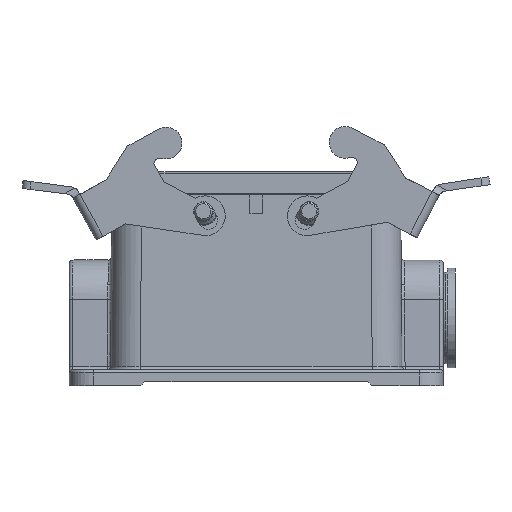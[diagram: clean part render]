
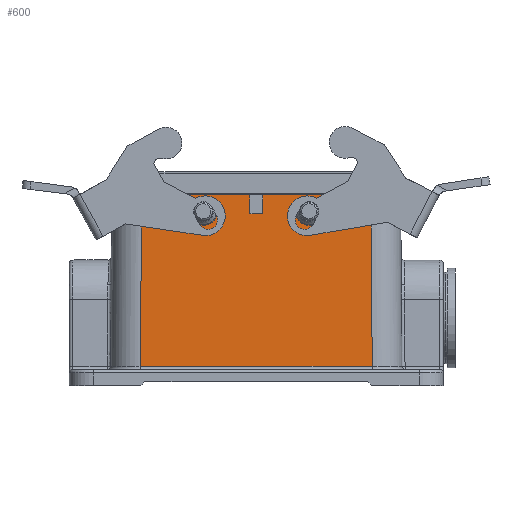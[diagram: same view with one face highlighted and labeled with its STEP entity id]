
A CAD part, front view. The second image highlights one B-rep face of the part: STEP entity #600.
In plain terms, the highlighted planar face has unit normal (0, -1, 0.007).
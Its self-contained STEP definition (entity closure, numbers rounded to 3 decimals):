
#439=CARTESIAN_POINT('',(57.0,-21.825,-38.25));
#440=DIRECTION('',(0.0,-1.,0.007));
#441=DIRECTION('',(0.0,-0.007,-1.));
#442=AXIS2_PLACEMENT_3D('',#439,#440,#441);
#443=PLANE('',#442);
#444=CARTESIAN_POINT('',(-28.8,-21.5,5.7));
#445=VERTEX_POINT('',#444);
#446=CARTESIAN_POINT('',(-29.168,-21.819,-37.456));
#447=VERTEX_POINT('',#446);
#448=CARTESIAN_POINT('',(-28.8,-21.5,5.7));
#449=DIRECTION('',(-0.009,-0.007,-1.));
#450=VECTOR('',#449,43.159);
#451=LINE('',#448,#450);
#452=EDGE_CURVE('',#445,#447,#451,.T.);
#453=ORIENTED_EDGE('',*,*,#452,.T.);
#454=CARTESIAN_POINT('',(29.168,-21.819,-37.456));
#455=VERTEX_POINT('',#454);
#456=CARTESIAN_POINT('',(-29.168,-21.819,-37.456));
#457=DIRECTION('',(1.0,0.0,0.0));
#458=VECTOR('',#457,58.337);
#459=LINE('',#456,#458);
#460=EDGE_CURVE('',#447,#455,#459,.T.);
#461=ORIENTED_EDGE('',*,*,#460,.T.);
#462=CARTESIAN_POINT('',(28.8,-21.5,5.7));
#463=VERTEX_POINT('',#462);
#464=CARTESIAN_POINT('',(29.168,-21.819,-37.456));
#465=DIRECTION('',(-0.009,0.007,1.));
#466=VECTOR('',#465,43.159);
#467=LINE('',#464,#466);
#468=EDGE_CURVE('',#455,#463,#467,.T.);
#469=ORIENTED_EDGE('',*,*,#468,.T.);
#470=CARTESIAN_POINT('',(1.6,-21.5,5.7));
#471=VERTEX_POINT('',#470);
#472=CARTESIAN_POINT('',(28.8,-21.5,5.7));
#473=DIRECTION('',(-1.0,0.0,0.0));
#474=VECTOR('',#473,27.2);
#475=LINE('',#472,#474);
#476=EDGE_CURVE('',#463,#471,#475,.T.);
#477=ORIENTED_EDGE('',*,*,#476,.T.);
#478=CARTESIAN_POINT('',(1.6,-21.535,1.));
#479=VERTEX_POINT('',#478);
#480=CARTESIAN_POINT('',(1.6,-21.535,1.));
#481=DIRECTION('',(0.0,0.007,1.));
#482=VECTOR('',#481,4.7);
#483=LINE('',#480,#482);
#484=EDGE_CURVE('',#479,#471,#483,.T.);
#485=ORIENTED_EDGE('',*,*,#484,.F.);
#486=CARTESIAN_POINT('',(-1.6,-21.535,1.));
#487=VERTEX_POINT('',#486);
#488=CARTESIAN_POINT('',(1.6,-21.535,1.));
#489=DIRECTION('',(-1.0,0.0,0.0));
#490=VECTOR('',#489,3.2);
#491=LINE('',#488,#490);
#492=EDGE_CURVE('',#479,#487,#491,.T.);
#493=ORIENTED_EDGE('',*,*,#492,.T.);
#494=CARTESIAN_POINT('',(-1.6,-21.5,5.7));
#495=VERTEX_POINT('',#494);
#496=CARTESIAN_POINT('',(-1.6,-21.5,5.7));
#497=DIRECTION('',(0.0,-0.007,-1.));
#498=VECTOR('',#497,4.7);
#499=LINE('',#496,#498);
#500=EDGE_CURVE('',#495,#487,#499,.T.);
#501=ORIENTED_EDGE('',*,*,#500,.F.);
#502=CARTESIAN_POINT('',(-1.6,-21.5,5.7));
#503=DIRECTION('',(-1.0,0.0,0.0));
#504=VECTOR('',#503,27.2);
#505=LINE('',#502,#504);
#506=EDGE_CURVE('',#495,#445,#505,.T.);
#507=ORIENTED_EDGE('',*,*,#506,.T.);
#508=EDGE_LOOP('',(#453,#461,#469,#477,#485,#493,#501,#507));
#509=FACE_OUTER_BOUND('',#508,.T.);
#510=CARTESIAN_POINT('',(15.1,-21.531,1.55));
#511=VERTEX_POINT('',#510);
#512=CARTESIAN_POINT('',(11.5,-21.531,1.554));
#513=VERTEX_POINT('',#512);
#514=CARTESIAN_POINT('',(15.1,-21.531,1.55));
#515=CARTESIAN_POINT('',(15.1,-21.527,2.047));
#516=CARTESIAN_POINT('',(14.925,-21.524,2.47));
#517=CARTESIAN_POINT('',(14.573,-21.521,2.822));
#518=CARTESIAN_POINT('',(14.222,-21.519,3.174));
#519=CARTESIAN_POINT('',(13.798,-21.517,3.35));
#520=CARTESIAN_POINT('',(13.301,-21.517,3.35));
#521=CARTESIAN_POINT('',(12.804,-21.517,3.35));
#522=CARTESIAN_POINT('',(12.38,-21.519,3.175));
#523=CARTESIAN_POINT('',(12.028,-21.521,2.824));
#524=CARTESIAN_POINT('',(11.677,-21.524,2.473));
#525=CARTESIAN_POINT('',(11.501,-21.527,2.05));
#526=CARTESIAN_POINT('',(11.5,-21.531,1.554));
#527=B_SPLINE_CURVE_WITH_KNOTS('',3,(#514,#515,#516,#517,#518,#519,#520,#521,#522,#523,#524,#525,#526),.UNSPECIFIED.,.F.,.U.,(4,3,3,3,4),(0.,0.25,0.5,0.75,1.),.UNSPECIFIED.);
#528=EDGE_CURVE('',#511,#513,#527,.T.);
#529=ORIENTED_EDGE('',*,*,#528,.F.);
#530=CARTESIAN_POINT('',(16.8,-21.531,1.55));
#531=VERTEX_POINT('',#530);
#532=CARTESIAN_POINT('',(16.8,-21.531,1.55));
#533=DIRECTION('',(-1.0,0.0,0.0));
#534=VECTOR('',#533,1.7);
#535=LINE('',#532,#534);
#536=EDGE_CURVE('',#531,#511,#535,.T.);
#537=ORIENTED_EDGE('',*,*,#536,.F.);
#538=CARTESIAN_POINT('',(9.8,-21.531,1.55));
#539=VERTEX_POINT('',#538);
#540=CARTESIAN_POINT('',(13.3,-21.531,1.55));
#541=DIRECTION('',(0.0,-1.,0.007));
#542=DIRECTION('',(0.0,-0.007,-1.));
#543=AXIS2_PLACEMENT_3D('',#540,#541,#542);
#544=ELLIPSE('',#543,3.5,3.5);
#545=EDGE_CURVE('',#539,#531,#544,.T.);
#546=ORIENTED_EDGE('',*,*,#545,.F.);
#547=CARTESIAN_POINT('',(11.5,-21.531,1.55));
#548=DIRECTION('',(-1.0,0.0,0.0));
#549=VECTOR('',#548,1.7);
#550=LINE('',#547,#549);
#551=EDGE_CURVE('',#513,#539,#550,.T.);
#552=ORIENTED_EDGE('',*,*,#551,.F.);
#553=EDGE_LOOP('',(#529,#537,#546,#552));
#554=FACE_BOUND('',#553,.T.);
#555=CARTESIAN_POINT('',(-11.5,-21.531,1.55));
#556=VERTEX_POINT('',#555);
#557=CARTESIAN_POINT('',(-15.1,-21.531,1.554));
#558=VERTEX_POINT('',#557);
#559=CARTESIAN_POINT('',(-11.5,-21.531,1.55));
#560=CARTESIAN_POINT('',(-11.5,-21.527,2.047));
#561=CARTESIAN_POINT('',(-11.676,-21.524,2.471));
#562=CARTESIAN_POINT('',(-12.027,-21.521,2.823));
#563=CARTESIAN_POINT('',(-12.378,-21.519,3.174));
#564=CARTESIAN_POINT('',(-12.802,-21.517,3.35));
#565=CARTESIAN_POINT('',(-13.299,-21.517,3.35));
#566=CARTESIAN_POINT('',(-13.796,-21.517,3.35));
#567=CARTESIAN_POINT('',(-14.22,-21.519,3.175));
#568=CARTESIAN_POINT('',(-14.572,-21.521,2.824));
#569=CARTESIAN_POINT('',(-14.923,-21.524,2.473));
#570=CARTESIAN_POINT('',(-15.099,-21.527,2.05));
#571=CARTESIAN_POINT('',(-15.1,-21.531,1.554));
#572=B_SPLINE_CURVE_WITH_KNOTS('',3,(#559,#560,#561,#562,#563,#564,#565,#566,#567,#568,#569,#570,#571),.UNSPECIFIED.,.F.,.U.,(4,3,3,3,4),(0.,0.25,0.5,0.75,1.),.UNSPECIFIED.);
#573=EDGE_CURVE('',#556,#558,#572,.T.);
#574=ORIENTED_EDGE('',*,*,#573,.F.);
#575=CARTESIAN_POINT('',(-9.8,-21.531,1.55));
#576=VERTEX_POINT('',#575);
#577=CARTESIAN_POINT('',(-9.8,-21.531,1.55));
#578=DIRECTION('',(-1.0,0.0,0.0));
#579=VECTOR('',#578,1.7);
#580=LINE('',#577,#579);
#581=EDGE_CURVE('',#576,#556,#580,.T.);
#582=ORIENTED_EDGE('',*,*,#581,.F.);
#583=CARTESIAN_POINT('',(-16.8,-21.531,1.55));
#584=VERTEX_POINT('',#583);
#585=CARTESIAN_POINT('',(-13.3,-21.531,1.55));
#586=DIRECTION('',(0.0,-1.,0.007));
#587=DIRECTION('',(0.0,-0.007,-1.));
#588=AXIS2_PLACEMENT_3D('',#585,#586,#587);
#589=ELLIPSE('',#588,3.5,3.5);
#590=EDGE_CURVE('',#584,#576,#589,.T.);
#591=ORIENTED_EDGE('',*,*,#590,.F.);
#592=CARTESIAN_POINT('',(-15.1,-21.531,1.55));
#593=DIRECTION('',(-1.0,0.0,0.0));
#594=VECTOR('',#593,1.7);
#595=LINE('',#592,#594);
#596=EDGE_CURVE('',#558,#584,#595,.T.);
#597=ORIENTED_EDGE('',*,*,#596,.F.);
#598=EDGE_LOOP('',(#574,#582,#591,#597));
#599=FACE_BOUND('',#598,.T.);
#600=ADVANCED_FACE('',(#509,#554,#599),#443,.T.);
